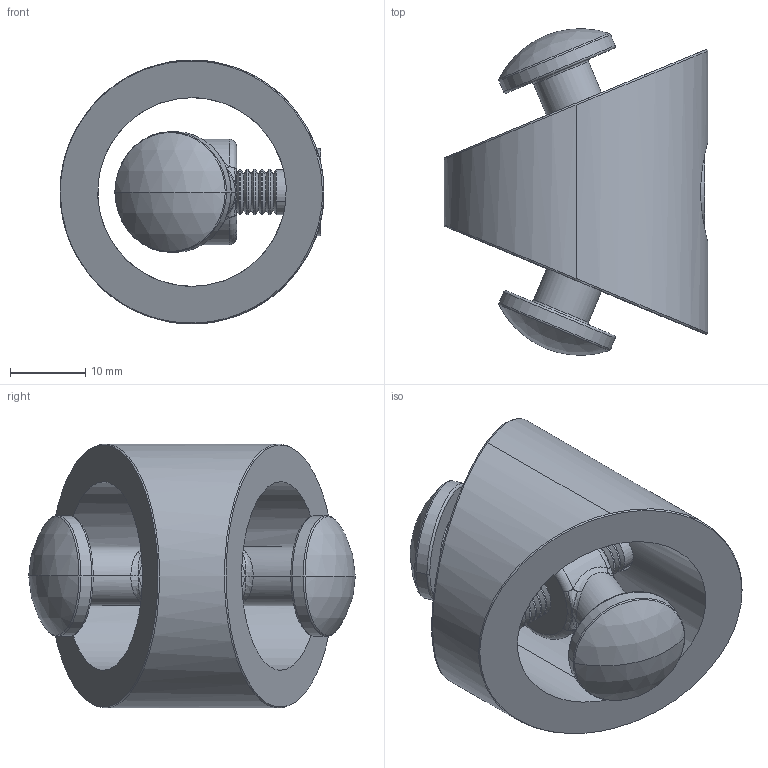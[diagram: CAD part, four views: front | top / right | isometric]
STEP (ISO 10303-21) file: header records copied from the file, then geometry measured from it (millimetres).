
FILE_DESCRIPTION (( 'STEP AP214' ), '1' );
FILE_NAME ('099sv45.STEP', '2014-08-21T07:50:24', ( '' ), ( '' ), 'SwSTEP 2.0', 'SolidWorks 2014', '' );
FILE_SCHEMA (( 'AUTOMOTIVE_DESIGN' ));
Length unit declared in the file: millimetre
Products named in the file (4): 099sv45-1_Standard; 099sv45-2_Standard; DIN912_M6x25_DIN 7991 - M6 x 25 --- 18.7S; 099sv45
Assembly tree (3 placements, depth 2):
  099sv45
    099sv45-1_Standard
    099sv45-2_Standard
    DIN912_M6x25_DIN 7991 - M6 x 25 --- 18.7S
Bounding box: 35 x 43.29 x 35 mm (x, y, z)
Volume: 15047.9 mm3; surface area: 8376.1 mm2
Topology: 3 solids, 3 shells, 223 faces, 549 edges, 333 vertices
Faces by surface type: cone 86, cylinder 61, bspline 32, plane 20, torus 20, sphere 4
Entity records: 10375 total; most frequent: CARTESIAN_POINT 5033, DIRECTION 1111, ORIENTED_EDGE 1094, EDGE_CURVE 547, AXIS2_PLACEMENT_3D 471, VERTEX_POINT 333, CIRCLE 274, EDGE_LOOP 232
